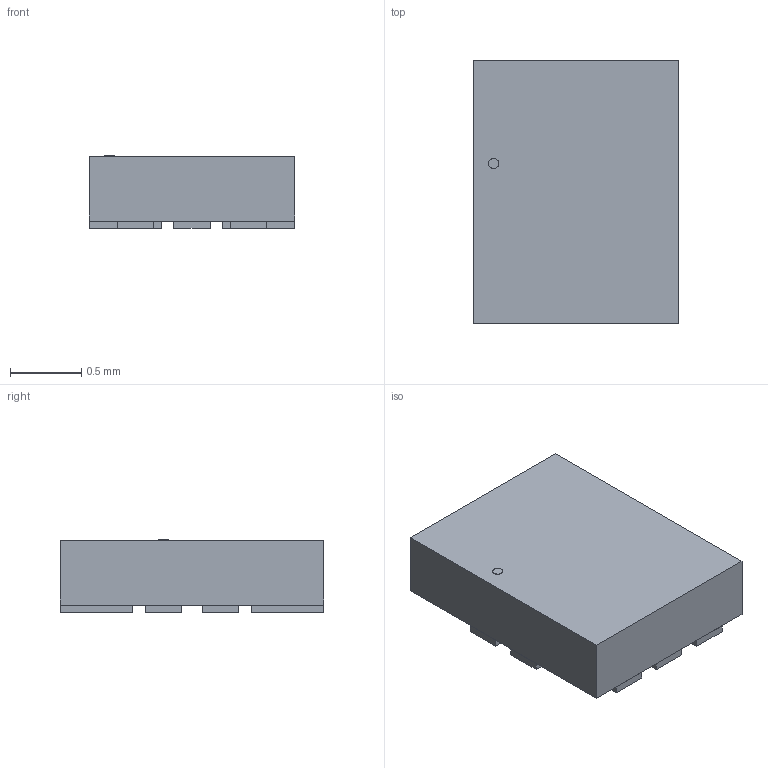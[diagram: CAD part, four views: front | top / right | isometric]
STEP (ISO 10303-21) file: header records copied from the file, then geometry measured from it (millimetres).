
FILE_DESCRIPTION(('STEP AP214'),'1');
FILE_NAME('RSW10','2019-04-16T01:06:28',(''),(''),'','','');
FILE_SCHEMA(('AUTOMOTIVE_DESIGN'));
Length unit declared in the file: millimetre
Products named in the file (1): product
Bounding box: 1.45 x 1.85 x 0.51 mm (x, y, z)
Volume: 0 mm3; surface area: 11.8 mm2
Topology: 1 solids, 67 shells, 69 faces, 267 edges, 266 vertices
Faces by surface type: plane 68, cylinder 1
Full cylindrical faces by diameter (mm): 0.072 x1
Entity records: 3082 total; most frequent: CARTESIAN_POINT 603, VERTEX_POINT 530, DIRECTION 410, ORIENTED_EDGE 268, EDGE_CURVE 266, LINE 264, VECTOR 264, AXIS2_PLACEMENT_3D 73
